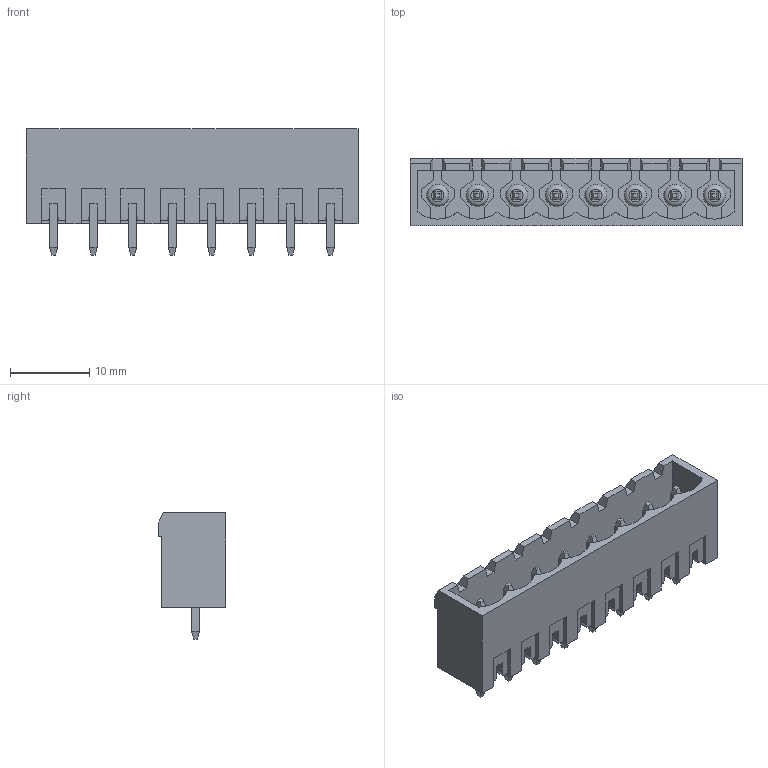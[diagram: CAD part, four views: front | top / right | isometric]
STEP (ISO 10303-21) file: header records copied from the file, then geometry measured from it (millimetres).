
FILE_DESCRIPTION( ( 'Unknown' ), '1' );
FILE_NAME( '691311700108.stp', 'Unknown', ( 'Unknown' ), ( 'Unknown' ), 'PSStep 14.0', 'Unknown', ' ' );
FILE_SCHEMA( ( 'AUTOMOTIVE_DESIGN { 1 0 10303 214 1 1 1 1 }' ) );
Length unit declared in the file: millimetre
Products named in the file (3): Assem1; 6913117001xx_PIN; 691311700108
Assembly tree (9 placements, depth 2):
  Assem1
    6913117001xx_PIN  x8
    691311700108
Bounding box: 42 x 8.5 x 16 mm (x, y, z)
Volume: 1669.7 mm3; surface area: 3875 mm2
Topology: 9 solids, 9 shells, 396 faces, 1054 edges, 676 vertices
Faces by surface type: plane 372, cylinder 16, torus 8
Full cylindrical faces by diameter (mm): 2.8 x8
Entity records: 11960 total; most frequent: CARTESIAN_POINT 1698, ORIENTED_EDGE 1668, DIRECTION 1506, EDGE_CURVE 834, LINE 778, VECTOR 778, VERTEX_POINT 556, AXIS2_PLACEMENT_3D 364
